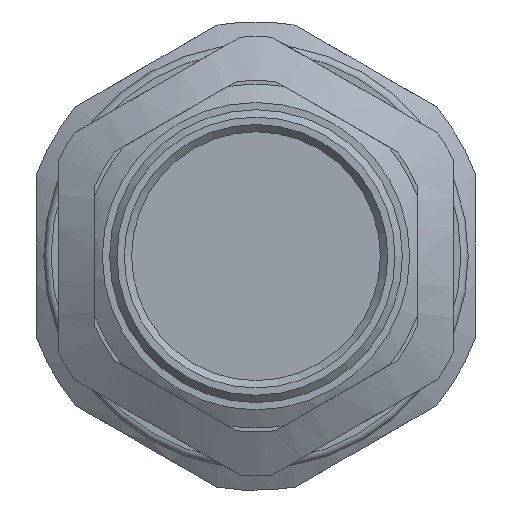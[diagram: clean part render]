
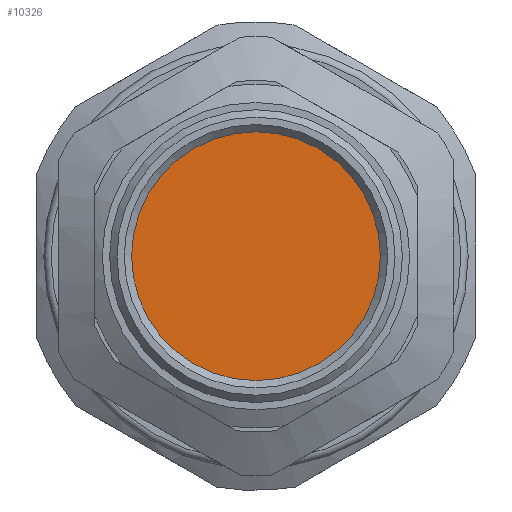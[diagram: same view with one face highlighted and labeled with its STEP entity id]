
A CAD part, left-side view. The second image highlights one B-rep face of the part: STEP entity #10326.
In plain terms, the highlighted planar face has unit normal (-1, 0, 0).
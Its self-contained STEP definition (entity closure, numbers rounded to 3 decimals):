
#350=PLANE('',#11011);
#610=FACE_OUTER_BOUND('',#1225,.T.);
#1225=EDGE_LOOP('',(#6930,#6931));
#3736=CIRCLE('',#11012,8.5);
#3737=CIRCLE('',#11013,8.5);
#4334=VERTEX_POINT('',#15102);
#4335=VERTEX_POINT('',#15103);
#5377=EDGE_CURVE('',#4334,#4335,#3736,.T.);
#5378=EDGE_CURVE('',#4335,#4334,#3737,.T.);
#6930=ORIENTED_EDGE('',*,*,#5377,.F.);
#6931=ORIENTED_EDGE('',*,*,#5378,.F.);
#10326=ADVANCED_FACE('',(#610),#350,.F.);
#11011=AXIS2_PLACEMENT_3D('',#15101,#11789,#11790);
#11012=AXIS2_PLACEMENT_3D('',#15104,#11791,#11792);
#11013=AXIS2_PLACEMENT_3D('',#15105,#11793,#11794);
#11789=DIRECTION('center_axis',(1.,0.,0.));
#11790=DIRECTION('ref_axis',(0.,0.,-1.));
#11791=DIRECTION('center_axis',(1.,0.,0.));
#11792=DIRECTION('ref_axis',(0.,0.,-1.));
#11793=DIRECTION('center_axis',(1.,0.,0.));
#11794=DIRECTION('ref_axis',(0.,0.,-1.));
#15101=CARTESIAN_POINT('Origin',(3.583,0.18,0.));
#15102=CARTESIAN_POINT('',(3.583,8.68,0.));
#15103=CARTESIAN_POINT('',(3.583,-8.32,0.));
#15104=CARTESIAN_POINT('Origin',(3.583,0.18,0.));
#15105=CARTESIAN_POINT('Origin',(3.583,0.18,0.));
